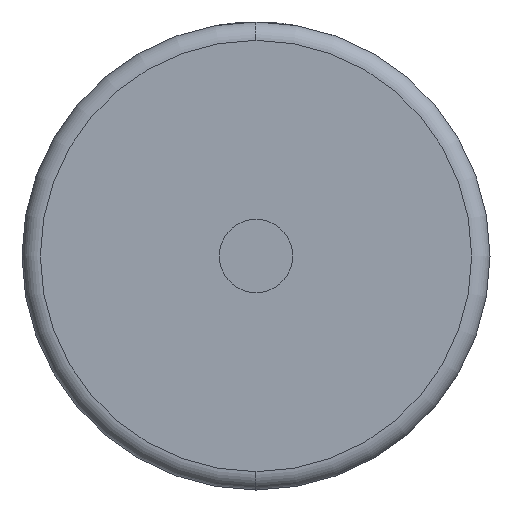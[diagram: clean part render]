
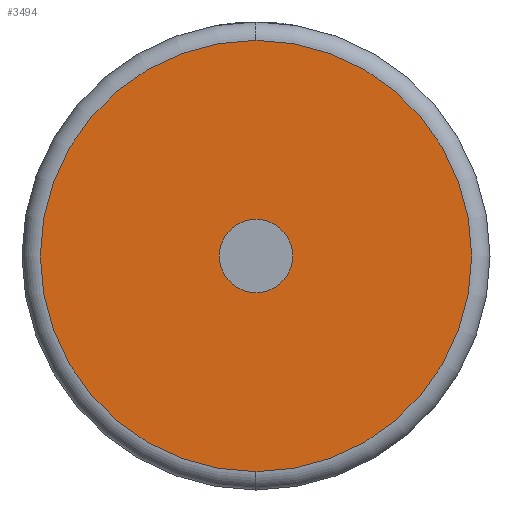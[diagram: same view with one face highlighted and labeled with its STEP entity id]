
A CAD part, left-side view. The second image highlights one B-rep face of the part: STEP entity #3494.
In plain terms, the highlighted planar face has unit normal (-1, 0, 0).
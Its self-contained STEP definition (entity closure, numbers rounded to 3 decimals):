
#191 = EDGE_LOOP ( 'NONE', ( #6070, #4868 ) ) ;
#197 = CARTESIAN_POINT ( 'NONE',  ( 0., 0., 0. ) ) ;
#315 = CARTESIAN_POINT ( 'NONE',  ( 0., 0., 0. ) ) ;
#443 = DIRECTION ( 'NONE',  ( 1., 0., 0. ) ) ;
#461 = CIRCLE ( 'NONE', #1094, 4. ) ;
#728 = AXIS2_PLACEMENT_3D ( 'NONE', #6308, #1712, #760 ) ;
#760 = DIRECTION ( 'NONE',  ( 0., 0., -1. ) ) ;
#811 = AXIS2_PLACEMENT_3D ( 'NONE', #5560, #2548, #1663 ) ;
#883 = FACE_OUTER_BOUND ( 'NONE', #191, .T. ) ;
#1094 = AXIS2_PLACEMENT_3D ( 'NONE', #197, #6212, #4160 ) ;
#1188 = EDGE_CURVE ( 'NONE', #4540, #3910, #461, .T. ) ;
#1425 = PLANE ( 'NONE',  #5117 ) ;
#1554 = EDGE_CURVE ( 'NONE', #1592, #2479, #6079, .T. ) ;
#1592 = VERTEX_POINT ( 'NONE', #2628 ) ;
#1663 = DIRECTION ( 'NONE',  ( 0., 0., -1. ) ) ;
#1712 = DIRECTION ( 'NONE',  ( -1., 0., 0. ) ) ;
#1886 = CARTESIAN_POINT ( 'NONE',  ( 0., 0., 23.5 ) ) ;
#2028 = CIRCLE ( 'NONE', #728, 4. ) ;
#2449 = CARTESIAN_POINT ( 'NONE',  ( 0., 0., 0. ) ) ;
#2479 = VERTEX_POINT ( 'NONE', #1886 ) ;
#2511 = CARTESIAN_POINT ( 'NONE',  ( 0., 0., 4. ) ) ;
#2548 = DIRECTION ( 'NONE',  ( -1., 0., 0. ) ) ;
#2621 = EDGE_LOOP ( 'NONE', ( #4958, #5982 ) ) ;
#2628 = CARTESIAN_POINT ( 'NONE',  ( 0., 0., -23.5 ) ) ;
#3209 = EDGE_CURVE ( 'NONE', #3910, #4540, #2028, .T. ) ;
#3494 = ADVANCED_FACE ( 'NONE', ( #883, #6258 ), #1425, .F. ) ;
#3910 = VERTEX_POINT ( 'NONE', #2511 ) ;
#4160 = DIRECTION ( 'NONE',  ( 0., 0., -1. ) ) ;
#4163 = AXIS2_PLACEMENT_3D ( 'NONE', #315, #4919, #6449 ) ;
#4509 = CARTESIAN_POINT ( 'NONE',  ( 0., 0., -4. ) ) ;
#4540 = VERTEX_POINT ( 'NONE', #4509 ) ;
#4868 = ORIENTED_EDGE ( 'NONE', *, *, #5084, .T. ) ;
#4919 = DIRECTION ( 'NONE',  ( -1., 0., 0. ) ) ;
#4958 = ORIENTED_EDGE ( 'NONE', *, *, #1188, .F. ) ;
#5000 = DIRECTION ( 'NONE',  ( 0., 0., -1. ) ) ;
#5084 = EDGE_CURVE ( 'NONE', #2479, #1592, #5302, .T. ) ;
#5117 = AXIS2_PLACEMENT_3D ( 'NONE', #2449, #443, #5000 ) ;
#5302 = CIRCLE ( 'NONE', #811, 23.5 ) ;
#5560 = CARTESIAN_POINT ( 'NONE',  ( 0., 0., 0. ) ) ;
#5982 = ORIENTED_EDGE ( 'NONE', *, *, #3209, .F. ) ;
#6070 = ORIENTED_EDGE ( 'NONE', *, *, #1554, .T. ) ;
#6079 = CIRCLE ( 'NONE', #4163, 23.5 ) ;
#6212 = DIRECTION ( 'NONE',  ( -1., 0., 0. ) ) ;
#6258 = FACE_BOUND ( 'NONE', #2621, .T. ) ;
#6308 = CARTESIAN_POINT ( 'NONE',  ( 0., 0., 0. ) ) ;
#6449 = DIRECTION ( 'NONE',  ( 0., 0., -1. ) ) ;
